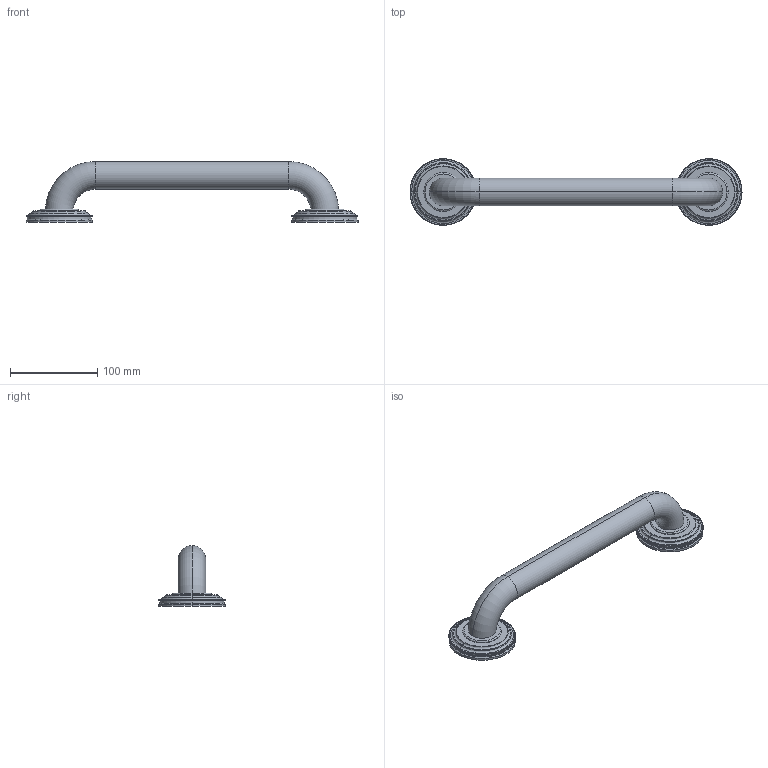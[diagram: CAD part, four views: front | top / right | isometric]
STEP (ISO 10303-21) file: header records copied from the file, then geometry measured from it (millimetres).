
FILE_DESCRIPTION((''),'2;1');
FILE_NAME('1600-3912','2021-06-14T16:52:18',('rsmith'),(''),'CREO PARAMETRIC BY PTC INC, 2018400','CREO PARAMETRIC BY PTC INC, 2018400','');
FILE_SCHEMA(('AUTOMOTIVE_DESIGN { 1 0 10303 214 1 1 1 1 }'));
Length unit declared in the file: inch
Products named in the file (1): 1600-3912
Bounding box: 381 x 76.2 x 69.85 mm (x, y, z)
Volume: 387049.1 mm3; surface area: 57481.8 mm2
Topology: 1 solids, 1 shells, 1134 faces, 3342 edges, 2220 vertices
Faces by surface type: plane 732, cylinder 374, torus 24, cone 4
Entity records: 57681 total; most frequent: CARTESIAN_POINT 6814, ORIENTED_EDGE 6684, DIRECTION 6406, PRESENTATION_STYLE_ASSIGNMENT 4459, STYLED_ITEM 3343, CURVE_STYLE 3342, EDGE_CURVE 3342, VECTOR 2538
